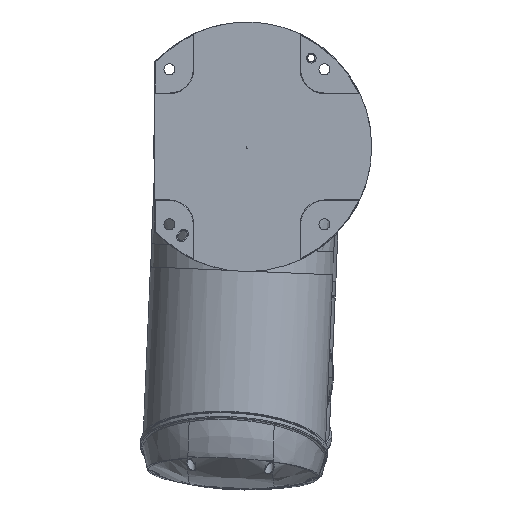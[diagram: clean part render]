
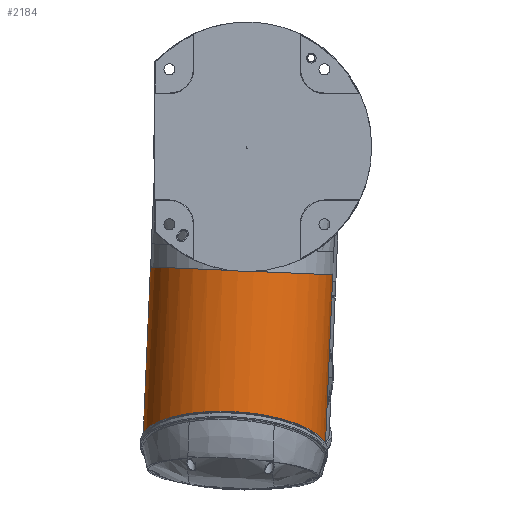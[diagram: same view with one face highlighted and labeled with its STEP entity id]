
A CAD part, front view. The second image highlights one B-rep face of the part: STEP entity #2184.
In plain terms, the highlighted cylindrical face has radius 75 mm (diameter 150 mm), a partial arc.
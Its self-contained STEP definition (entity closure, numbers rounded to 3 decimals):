
#1669 = CARTESIAN_POINT ( 'NONE',  ( 9.915, -83., 75. ) ) ;
#2184 = ADVANCED_FACE ( 'NONE', ( #13451 ), #8344, .T. ) ;
#2961 = CARTESIAN_POINT ( 'NONE',  ( -35.208, -83., 75. ) ) ;
#4113 = CARTESIAN_POINT ( 'NONE',  ( -28.167, -83., -75. ) ) ;
#4649 = CARTESIAN_POINT ( 'NONE',  ( 0., -83., 75. ) ) ;
#4839 = CARTESIAN_POINT ( 'NONE',  ( -84.5, -83., -75. ) ) ;
#8344 = CYLINDRICAL_SURFACE ( 'NONE', #52944, 75. ) ;
#12479 = EDGE_CURVE ( 'NONE', #40043, #44041, #60336, .T. ) ;
#13451 = FACE_OUTER_BOUND ( 'NONE', #86480, .T. ) ;
#16829 = CARTESIAN_POINT ( 'NONE',  ( 2.479, -82.999, 75.001 ) ) ;
#18681 = CARTESIAN_POINT ( 'NONE',  ( -84.5, -83., 0. ) ) ;
#19800 = VERTEX_POINT ( 'NONE', #82928 ) ;
#24219 = CARTESIAN_POINT ( 'NONE',  ( 0., -83., -75. ) ) ;
#24370 = DIRECTION ( 'NONE',  ( 0., 0., -1. ) ) ;
#25479 = VERTEX_POINT ( 'NONE', #4649 ) ;
#25827 = ORIENTED_EDGE ( 'NONE', *, *, #61867, .F. ) ;
#25949 = CARTESIAN_POINT ( 'NONE',  ( 0., -83., 75. ) ) ;
#26117 = ORIENTED_EDGE ( 'NONE', *, *, #12479, .T. ) ;
#26229 = CARTESIAN_POINT ( 'NONE',  ( -14.083, -83., 75. ) ) ;
#26567 = CARTESIAN_POINT ( 'NONE',  ( -3.521, -83., 75. ) ) ;
#33720 = CARTESIAN_POINT ( 'NONE',  ( 4.958, -83., 75. ) ) ;
#33982 = CARTESIAN_POINT ( 'NONE',  ( 0., -83., 75. ) ) ;
#34335 = ORIENTED_EDGE ( 'NONE', *, *, #87184, .T. ) ;
#34477 = CARTESIAN_POINT ( 'NONE',  ( 0., -83., -75. ) ) ;
#34814 = CARTESIAN_POINT ( 'NONE',  ( -56.333, -83., -75. ) ) ;
#35132 = VERTEX_POINT ( 'NONE', #38329 ) ;
#35431 = ORIENTED_EDGE ( 'NONE', *, *, #86705, .F. ) ;
#36036 = CARTESIAN_POINT ( 'NONE',  ( 0., -83., -75. ) ) ;
#37312 = AXIS2_PLACEMENT_3D ( 'NONE', #18681, #49695, #24370 ) ;
#38329 = CARTESIAN_POINT ( 'NONE',  ( 59.489, -83., -75. ) ) ;
#40043 = VERTEX_POINT ( 'NONE', #4839 ) ;
#40824 = CARTESIAN_POINT ( 'NONE',  ( 19.83, -83., 75. ) ) ;
#41060 = CARTESIAN_POINT ( 'NONE',  ( 5.039, -233., 75. ) ) ;
#41265 = CARTESIAN_POINT ( 'NONE',  ( -84.5, -83., -75. ) ) ;
#41445 = CARTESIAN_POINT ( 'NONE',  ( -56.333, -83., 75. ) ) ;
#42456 = CARTESIAN_POINT ( 'NONE',  ( -8.802, -83., 75. ) ) ;
#43969 = ORIENTED_EDGE ( 'NONE', *, *, #79622, .T. ) ;
#44041 = VERTEX_POINT ( 'NONE', #24219 ) ;
#45786 = CARTESIAN_POINT ( 'NONE',  ( 19.83, -83., -75. ) ) ;
#46071 = DIRECTION ( 'NONE',  ( 0., 0., 1. ) ) ;
#48553 = EDGE_CURVE ( 'NONE', #40043, #19800, #80160, .T. ) ;
#48562 = CARTESIAN_POINT ( 'NONE',  ( 49.573, -83.001, 74.999 ) ) ;
#48792 = CARTESIAN_POINT ( 'NONE',  ( 59.489, -83., -75. ) ) ;
#49695 = DIRECTION ( 'NONE',  ( -1., 0., 0. ) ) ;
#49828 = CARTESIAN_POINT ( 'NONE',  ( -28.167, -83., 75. ) ) ;
#50474 = CARTESIAN_POINT ( 'NONE',  ( -7.042, -83., 75. ) ) ;
#52944 = AXIS2_PLACEMENT_3D ( 'NONE', #98488, #75463, #46071 ) ;
#54217 = B_SPLINE_CURVE_WITH_KNOTS ( 'NONE', 3,
 ( #25949, #16829, #33720, #1669, #78613, #40824, #87798, #87128, #48562, #79633 ),
 .UNSPECIFIED., .F., .F.,
 ( 4, 2, 2, 2, 4 ),
 ( 0., 0.125, 0.249, 0.498, 0.996 ),
 .UNSPECIFIED. ) ;
#54442 = ORIENTED_EDGE ( 'NONE', *, *, #48553, .F. ) ;
#55152 = CARTESIAN_POINT ( 'NONE',  ( 59.489, -83., 75. ) ) ;
#55544 = CARTESIAN_POINT ( 'NONE',  ( -70.417, -83., 75. ) ) ;
#57166 = B_SPLINE_CURVE_WITH_KNOTS ( 'NONE', 3,
 ( #87735, #55544, #41445, #2961, #49828, #73780, #26229, #42456, #50474, #26567, #73439, #33982 ),
 .UNSPECIFIED., .F., .F.,
 ( 4, 2, 2, 2, 2, 4 ),
 ( 0., 0.5, 0.75, 0.875, 0.938, 1. ),
 .UNSPECIFIED. ) ;
#59200 = CARTESIAN_POINT ( 'NONE',  ( 59.489, -83., 75. ) ) ;
#60336 = B_SPLINE_CURVE_WITH_KNOTS ( 'NONE', 3,
 ( #41265, #34814, #4113, #34477 ),
 .UNSPECIFIED., .F., .F.,
 ( 4, 4 ),
 ( 0., 1. ),
 .UNSPECIFIED. ) ;
#61230 = CARTESIAN_POINT ( 'NONE',  ( 39.66, -83., -75. ) ) ;
#61867 = EDGE_CURVE ( 'NONE', #25479, #93308, #54217, .T. ) ;
#73439 = CARTESIAN_POINT ( 'NONE',  ( -1.761, -82.999, 75.001 ) ) ;
#73780 = CARTESIAN_POINT ( 'NONE',  ( -17.604, -83., 75. ) ) ;
#75463 = DIRECTION ( 'NONE',  ( 1., 0., 0. ) ) ;
#78613 = CARTESIAN_POINT ( 'NONE',  ( 12.394, -83., 75. ) ) ;
#79622 = EDGE_CURVE ( 'NONE', #44041, #35132, #98997, .T. ) ;
#79633 = CARTESIAN_POINT ( 'NONE',  ( 59.489, -83., 75. ) ) ;
#80160 = CIRCLE ( 'NONE', #37312, 75. ) ;
#82928 = CARTESIAN_POINT ( 'NONE',  ( -84.5, -83., 75. ) ) ;
#86480 = EDGE_LOOP ( 'NONE', ( #43969, #34335, #25827, #35431, #54442, #26117 ) ) ;
#86705 = EDGE_CURVE ( 'NONE', #19800, #25479, #57166, .T. ) ;
#87128 = CARTESIAN_POINT ( 'NONE',  ( 39.66, -83., 75. ) ) ;
#87184 = EDGE_CURVE ( 'NONE', #35132, #93308, #89898, .T. ) ;
#87368 = CARTESIAN_POINT ( 'NONE',  ( 5.039, -233., -75. ) ) ;
#87735 = CARTESIAN_POINT ( 'NONE',  ( -84.5, -83., 75. ) ) ;
#87798 = CARTESIAN_POINT ( 'NONE',  ( 24.787, -83., 75. ) ) ;
#89898 =( BOUNDED_CURVE ( )  B_SPLINE_CURVE ( 3, ( #48792, #87368, #41060, #55152 ),
 .UNSPECIFIED., .F., .F. ) 
 B_SPLINE_CURVE_WITH_KNOTS ( ( 4, 4 ),
 ( 1.571, 4.712 ),
 .UNSPECIFIED. ) 
 CURVE ( )  GEOMETRIC_REPRESENTATION_ITEM ( )  RATIONAL_B_SPLINE_CURVE ( ( 1., 0.333, 0.333, 1. ) ) 
 REPRESENTATION_ITEM ( '' )  );
#93308 = VERTEX_POINT ( 'NONE', #59200 ) ;
#98488 = CARTESIAN_POINT ( 'NONE',  ( -84.5, -83., 0. ) ) ;
#98997 = B_SPLINE_CURVE_WITH_KNOTS ( 'NONE', 3,
 ( #36036, #45786, #61230, #100174 ),
 .UNSPECIFIED., .F., .F.,
 ( 4, 4 ),
 ( 0., 0.996 ),
 .UNSPECIFIED. ) ;
#100174 = CARTESIAN_POINT ( 'NONE',  ( 59.489, -83., -75. ) ) ;
